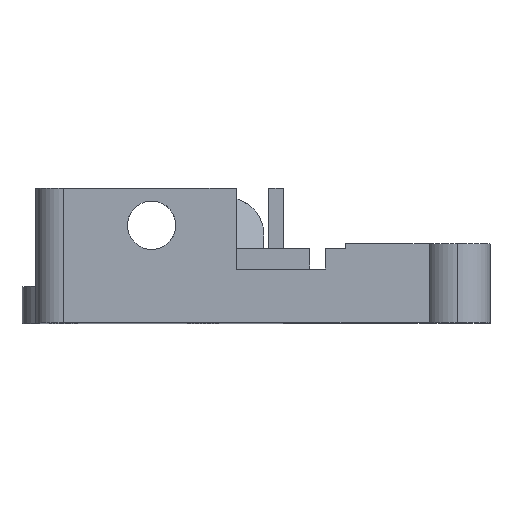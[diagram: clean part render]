
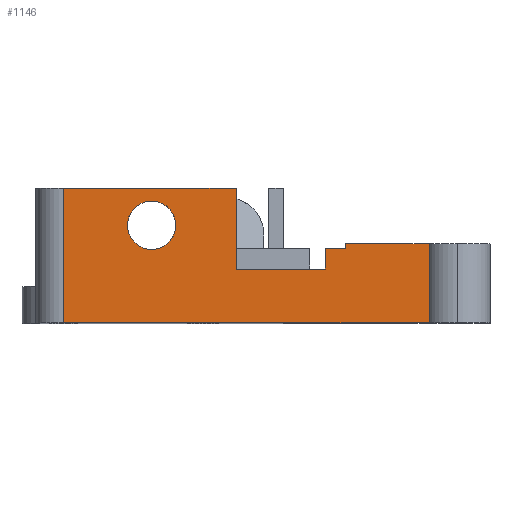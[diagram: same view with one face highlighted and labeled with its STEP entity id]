
A CAD part, top view. The second image highlights one B-rep face of the part: STEP entity #1146.
In plain terms, the highlighted planar face has unit normal (0, 0, 1).
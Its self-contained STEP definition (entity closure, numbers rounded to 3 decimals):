
#144 = ORIENTED_EDGE ( 'NONE', *, *, #1356, .F. ) ;
#309 = EDGE_CURVE ( 'NONE', #3002, #5119, #2822, .T. ) ;
#352 = CIRCLE ( 'NONE', #2665, 2.6 ) ;
#674 = FACE_BOUND ( 'NONE', #2140, .T. ) ;
#713 = EDGE_CURVE ( 'NONE', #1046, #774, #5109, .T. ) ;
#774 = VERTEX_POINT ( 'NONE', #2414 ) ;
#860 = EDGE_CURVE ( 'NONE', #3186, #1046, #1604, .T. ) ;
#971 = CARTESIAN_POINT ( 'NONE',  ( 18.6, 6., 25. ) ) ;
#1018 = VECTOR ( 'NONE', #5771, 1000. ) ;
#1041 = VECTOR ( 'NONE', #2808, 1000. ) ;
#1046 = VERTEX_POINT ( 'NONE', #5621 ) ;
#1085 = CARTESIAN_POINT ( 'NONE',  ( 9.5, 2., 25. ) ) ;
#1091 = EDGE_CURVE ( 'NONE', #5377, #4294, #4720, .T. ) ;
#1130 = EDGE_CURVE ( 'NONE', #4633, #5377, #3947, .T. ) ;
#1146 = ADVANCED_FACE ( 'NONE', ( #1664, #674 ), #4379, .F. ) ;
#1152 = CARTESIAN_POINT ( 'NONE',  ( 29.743, 6.5, 25. ) ) ;
#1178 = DIRECTION ( 'NONE',  ( 0., 0., 1. ) ) ;
#1183 = DIRECTION ( 'NONE',  ( 0., 0., -1. ) ) ;
#1190 = EDGE_CURVE ( 'NONE', #3186, #5119, #3862, .T. ) ;
#1199 = EDGE_CURVE ( 'NONE', #3002, #4294, #5303, .T. ) ;
#1255 = VERTEX_POINT ( 'NONE', #971 ) ;
#1356 = EDGE_CURVE ( 'NONE', #4835, #3616, #5217, .T. ) ;
#1562 = VERTEX_POINT ( 'NONE', #5167 ) ;
#1580 = DIRECTION ( 'NONE',  ( -1., 0., 0. ) ) ;
#1597 = CARTESIAN_POINT ( 'NONE',  ( 19.8, 6.5, 25. ) ) ;
#1604 = LINE ( 'NONE', #4280, #3941 ) ;
#1664 = FACE_OUTER_BOUND ( 'NONE', #2523, .T. ) ;
#1693 = VECTOR ( 'NONE', #1900, 1000. ) ;
#1900 = DIRECTION ( 'NONE',  ( 1., 0., 0. ) ) ;
#2067 = EDGE_CURVE ( 'NONE', #1562, #1255, #4044, .T. ) ;
#2131 = ORIENTED_EDGE ( 'NONE', *, *, #1091, .F. ) ;
#2140 = EDGE_LOOP ( 'NONE', ( #144, #3556 ) ) ;
#2154 = DIRECTION ( 'NONE',  ( 0., 1., 0. ) ) ;
#2202 = ORIENTED_EDGE ( 'NONE', *, *, #1130, .F. ) ;
#2208 = CARTESIAN_POINT ( 'NONE',  ( 20.8, 6., 25. ) ) ;
#2273 = CARTESIAN_POINT ( 'NONE',  ( 20.8, 6.5, 25. ) ) ;
#2372 = AXIS2_PLACEMENT_3D ( 'NONE', #1085, #1183, #1580 ) ;
#2414 = CARTESIAN_POINT ( 'NONE',  ( 9., 3.8, 25. ) ) ;
#2435 = VECTOR ( 'NONE', #4621, 1000. ) ;
#2523 = EDGE_LOOP ( 'NONE', ( #4125, #2555, #3586, #2131, #2202, #2882, #5888, #4452, #5947, #4243 ) ) ;
#2544 = CARTESIAN_POINT ( 'NONE',  ( 29.743, -9.899, 25. ) ) ;
#2552 = VECTOR ( 'NONE', #2626, 1000. ) ;
#2555 = ORIENTED_EDGE ( 'NONE', *, *, #309, .F. ) ;
#2614 = EDGE_CURVE ( 'NONE', #1255, #4633, #3165, .T. ) ;
#2626 = DIRECTION ( 'NONE',  ( 1., 0., 0. ) ) ;
#2665 = AXIS2_PLACEMENT_3D ( 'NONE', #4064, #3619, #5439 ) ;
#2791 = CARTESIAN_POINT ( 'NONE',  ( 29.743, -2., 25. ) ) ;
#2808 = DIRECTION ( 'NONE',  ( 0., -1., 0. ) ) ;
#2822 = LINE ( 'NONE', #2791, #2435 ) ;
#2865 = LINE ( 'NONE', #4750, #1693 ) ;
#2882 = ORIENTED_EDGE ( 'NONE', *, *, #2614, .F. ) ;
#3002 = VERTEX_POINT ( 'NONE', #5389 ) ;
#3150 = VECTOR ( 'NONE', #4794, 1000. ) ;
#3165 = LINE ( 'NONE', #3589, #2552 ) ;
#3186 = VERTEX_POINT ( 'NONE', #5252 ) ;
#3285 = CARTESIAN_POINT ( 'NONE',  ( 2.53, 8.5, 25. ) ) ;
#3395 = VECTOR ( 'NONE', #2154, 1000. ) ;
#3439 = VECTOR ( 'NONE', #4859, 1000. ) ;
#3498 = CARTESIAN_POINT ( 'NONE',  ( 20.8, 6., 25. ) ) ;
#3556 = ORIENTED_EDGE ( 'NONE', *, *, #4730, .F. ) ;
#3586 = ORIENTED_EDGE ( 'NONE', *, *, #1199, .T. ) ;
#3589 = CARTESIAN_POINT ( 'NONE',  ( -5.618, 6., 25. ) ) ;
#3616 = VERTEX_POINT ( 'NONE', #4445 ) ;
#3619 = DIRECTION ( 'NONE',  ( 0., 0., 1. ) ) ;
#3711 = CARTESIAN_POINT ( 'NONE',  ( 9., 6.5, 25. ) ) ;
#3862 = LINE ( 'NONE', #4346, #3439 ) ;
#3883 = AXIS2_PLACEMENT_3D ( 'NONE', #4852, #1178, #5328 ) ;
#3941 = VECTOR ( 'NONE', #5261, 1000. ) ;
#3947 = LINE ( 'NONE', #3498, #1018 ) ;
#3995 = CARTESIAN_POINT ( 'NONE',  ( -9.5, -2., 25. ) ) ;
#4044 = LINE ( 'NONE', #5366, #3395 ) ;
#4064 = CARTESIAN_POINT ( 'NONE',  ( -0.07, 8.5, 25. ) ) ;
#4125 = ORIENTED_EDGE ( 'NONE', *, *, #1190, .T. ) ;
#4243 = ORIENTED_EDGE ( 'NONE', *, *, #860, .F. ) ;
#4280 = CARTESIAN_POINT ( 'NONE',  ( -9.5, 12.5, 25. ) ) ;
#4294 = VERTEX_POINT ( 'NONE', #1152 ) ;
#4346 = CARTESIAN_POINT ( 'NONE',  ( -9.5, 2., 25. ) ) ;
#4379 = PLANE ( 'NONE',  #2372 ) ;
#4396 = DIRECTION ( 'NONE',  ( 1., 0., 0. ) ) ;
#4445 = CARTESIAN_POINT ( 'NONE',  ( -2.67, 8.5, 25. ) ) ;
#4452 = ORIENTED_EDGE ( 'NONE', *, *, #4882, .F. ) ;
#4621 = DIRECTION ( 'NONE',  ( -1., 0., 0. ) ) ;
#4633 = VERTEX_POINT ( 'NONE', #2208 ) ;
#4720 = LINE ( 'NONE', #1597, #5434 ) ;
#4730 = EDGE_CURVE ( 'NONE', #3616, #4835, #352, .T. ) ;
#4750 = CARTESIAN_POINT ( 'NONE',  ( 9., 3.8, 25. ) ) ;
#4794 = DIRECTION ( 'NONE',  ( 0., 1., 0. ) ) ;
#4835 = VERTEX_POINT ( 'NONE', #3285 ) ;
#4852 = CARTESIAN_POINT ( 'NONE',  ( -0.07, 8.5, 25. ) ) ;
#4859 = DIRECTION ( 'NONE',  ( 0., -1., 0. ) ) ;
#4882 = EDGE_CURVE ( 'NONE', #774, #1562, #2865, .T. ) ;
#5109 = LINE ( 'NONE', #3711, #1041 ) ;
#5119 = VERTEX_POINT ( 'NONE', #3995 ) ;
#5167 = CARTESIAN_POINT ( 'NONE',  ( 18.6, 3.8, 25. ) ) ;
#5217 = CIRCLE ( 'NONE', #3883, 2.6 ) ;
#5252 = CARTESIAN_POINT ( 'NONE',  ( -9.5, 12.5, 25. ) ) ;
#5261 = DIRECTION ( 'NONE',  ( 1., 0., 0. ) ) ;
#5303 = LINE ( 'NONE', #2544, #3150 ) ;
#5328 = DIRECTION ( 'NONE',  ( 1., 0., 0. ) ) ;
#5366 = CARTESIAN_POINT ( 'NONE',  ( 18.6, 3.8, 25. ) ) ;
#5377 = VERTEX_POINT ( 'NONE', #2273 ) ;
#5389 = CARTESIAN_POINT ( 'NONE',  ( 29.743, -2., 25. ) ) ;
#5434 = VECTOR ( 'NONE', #4396, 1000. ) ;
#5439 = DIRECTION ( 'NONE',  ( 1., 0., 0. ) ) ;
#5621 = CARTESIAN_POINT ( 'NONE',  ( 9., 12.5, 25. ) ) ;
#5771 = DIRECTION ( 'NONE',  ( 0., 1., 0. ) ) ;
#5888 = ORIENTED_EDGE ( 'NONE', *, *, #2067, .F. ) ;
#5947 = ORIENTED_EDGE ( 'NONE', *, *, #713, .F. ) ;
